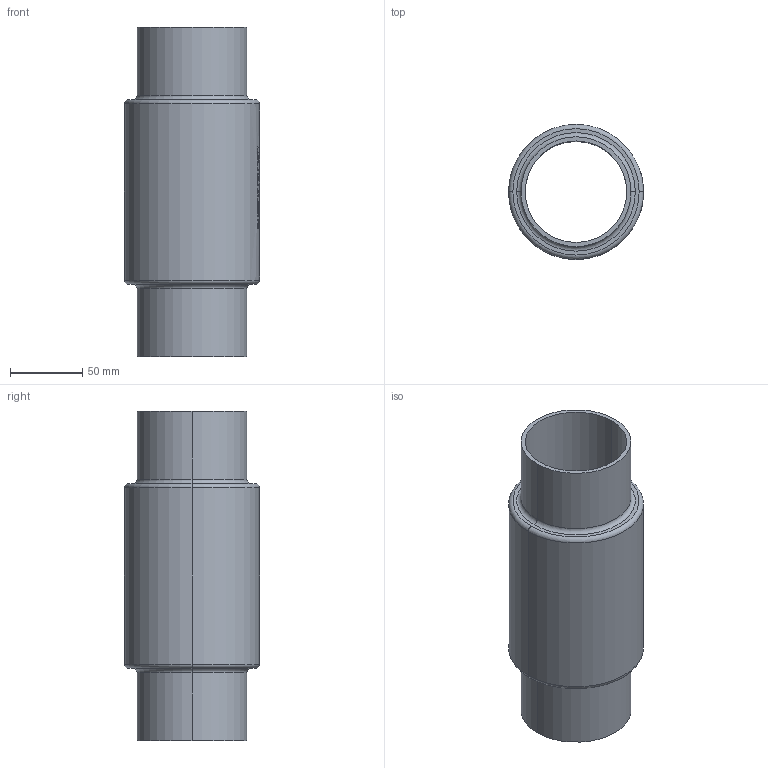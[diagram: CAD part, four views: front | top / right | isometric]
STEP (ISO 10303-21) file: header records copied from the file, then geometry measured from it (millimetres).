
FILE_DESCRIPTION (( 'STEP AP214' ), '1' );
FILE_NAME ('7110000_DN065_ PN25_51420172.STEP', '2022-03-04T08:37:12', ( 'axxx' ), ( 'Hewlett-Packard Company' ), 'SwSTEP 2.0', 'SolidWorks 2019', '' );
FILE_SCHEMA (( 'AUTOMOTIVE_DESIGN' ));
Length unit declared in the file: millimetre
Products named in the file (1): 7110000_DN065_ PN25_51420172
Bounding box: 93.5 x 93.5 x 228 mm (x, y, z)
Volume: 447607.8 mm3; surface area: 120253.8 mm2
Topology: 1 solids, 1 shells, 504 faces, 1360 edges, 904 vertices
Faces by surface type: plane 253, bspline 207, cylinder 36, torus 8
Entity records: 27726 total; most frequent: CARTESIAN_POINT 16573, ORIENTED_EDGE 2720, DIRECTION 1563, EDGE_CURVE 1360, VERTEX_POINT 904, LINE 749, VECTOR 749, EDGE_LOOP 552
